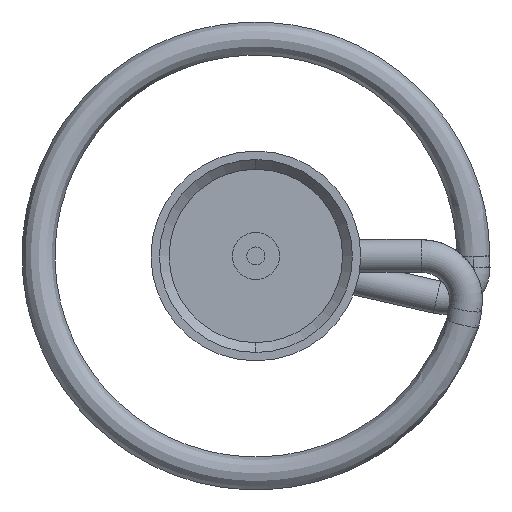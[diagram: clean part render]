
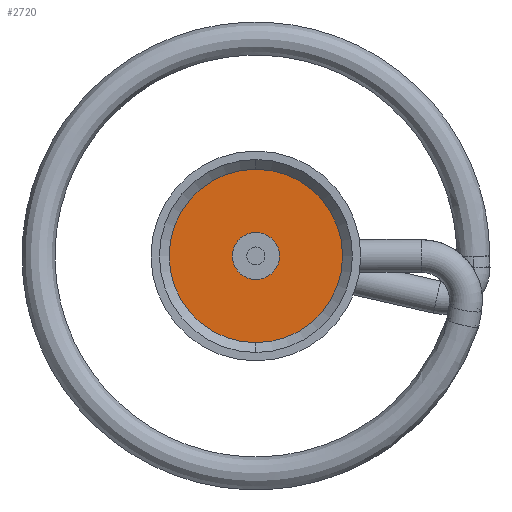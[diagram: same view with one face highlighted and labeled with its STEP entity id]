
A CAD part, front view. The second image highlights one B-rep face of the part: STEP entity #2720.
In plain terms, the highlighted planar face has unit normal (0, -1, 0).
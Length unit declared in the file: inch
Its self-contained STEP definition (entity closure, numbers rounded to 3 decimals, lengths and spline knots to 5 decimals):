
#7 = EDGE_CURVE ( 'NONE', #1746, #819, #1369, .T. ) ;
#61 = VERTEX_POINT ( 'NONE', #220 ) ;
#97 = DIRECTION ( 'NONE',  ( 0., 1., 0. ) ) ;
#220 = CARTESIAN_POINT ( 'NONE',  ( 0., 0.35028, -0.28974 ) ) ;
#300 = DIRECTION ( 'NONE',  ( 0., 0., 1. ) ) ;
#441 = CARTESIAN_POINT ( 'NONE',  ( 0., 0.35028, 0. ) ) ;
#456 = AXIS2_PLACEMENT_3D ( 'NONE', #625, #1587, #2085 ) ;
#462 = AXIS2_PLACEMENT_3D ( 'NONE', #2199, #97, #300 ) ;
#468 = CARTESIAN_POINT ( 'NONE',  ( 0., 0.35028, 0. ) ) ;
#618 = CARTESIAN_POINT ( 'NONE',  ( 0., 0.35028, 0.28974 ) ) ;
#625 = CARTESIAN_POINT ( 'NONE',  ( 0., 0.35028, 0. ) ) ;
#654 = FACE_BOUND ( 'NONE', #2909, .T. ) ;
#677 = CARTESIAN_POINT ( 'NONE',  ( 0., 0.35028, 0. ) ) ;
#718 = ORIENTED_EDGE ( 'NONE', *, *, #1780, .F. ) ;
#782 = ORIENTED_EDGE ( 'NONE', *, *, #7, .T. ) ;
#819 = VERTEX_POINT ( 'NONE', #2787 ) ;
#1045 = ORIENTED_EDGE ( 'NONE', *, *, #1656, .F. ) ;
#1118 = AXIS2_PLACEMENT_3D ( 'NONE', #468, #2610, #1377 ) ;
#1291 = CIRCLE ( 'NONE', #462, 0.0787 ) ;
#1369 = CIRCLE ( 'NONE', #1118, 0.0787 ) ;
#1377 = DIRECTION ( 'NONE',  ( 0., 0., 1. ) ) ;
#1585 = AXIS2_PLACEMENT_3D ( 'NONE', #677, #1668, #1637 ) ;
#1587 = DIRECTION ( 'NONE',  ( 0., 1., 0. ) ) ;
#1599 = DIRECTION ( 'NONE',  ( 0., 0., -1. ) ) ;
#1637 = DIRECTION ( 'NONE',  ( 0., 0., 1. ) ) ;
#1646 = FACE_OUTER_BOUND ( 'NONE', #1740, .T. ) ;
#1656 = EDGE_CURVE ( 'NONE', #2469, #61, #1730, .T. ) ;
#1658 = ORIENTED_EDGE ( 'NONE', *, *, #1969, .T. ) ;
#1668 = DIRECTION ( 'NONE',  ( 0., 1., 0. ) ) ;
#1730 = CIRCLE ( 'NONE', #456, 0.28974 ) ;
#1740 = EDGE_LOOP ( 'NONE', ( #1045, #718 ) ) ;
#1746 = VERTEX_POINT ( 'NONE', #2773 ) ;
#1780 = EDGE_CURVE ( 'NONE', #61, #2469, #2521, .T. ) ;
#1969 = EDGE_CURVE ( 'NONE', #819, #1746, #1291, .T. ) ;
#2085 = DIRECTION ( 'NONE',  ( 0., 0., 1. ) ) ;
#2199 = CARTESIAN_POINT ( 'NONE',  ( 0., 0.35028, 0. ) ) ;
#2366 = PLANE ( 'NONE',  #2385 ) ;
#2385 = AXIS2_PLACEMENT_3D ( 'NONE', #441, #2539, #1599 ) ;
#2469 = VERTEX_POINT ( 'NONE', #618 ) ;
#2521 = CIRCLE ( 'NONE', #1585, 0.28974 ) ;
#2539 = DIRECTION ( 'NONE',  ( 0., -1., 0. ) ) ;
#2610 = DIRECTION ( 'NONE',  ( 0., 1., 0. ) ) ;
#2720 = ADVANCED_FACE ( 'NONE', ( #654, #1646 ), #2366, .T. ) ;
#2773 = CARTESIAN_POINT ( 'NONE',  ( 0., 0.35028, 0.0787 ) ) ;
#2787 = CARTESIAN_POINT ( 'NONE',  ( 0., 0.35028, -0.0787 ) ) ;
#2909 = EDGE_LOOP ( 'NONE', ( #782, #1658 ) ) ;
